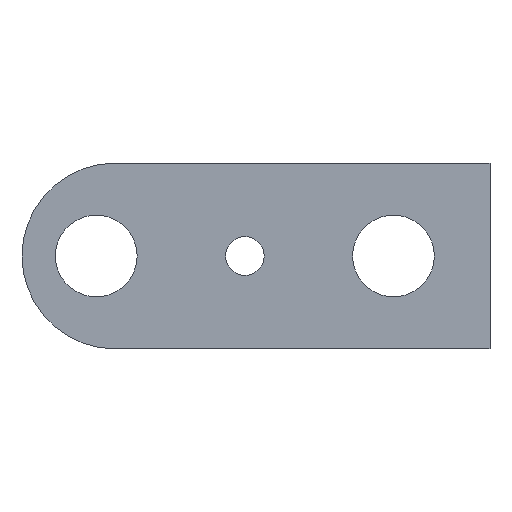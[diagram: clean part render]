
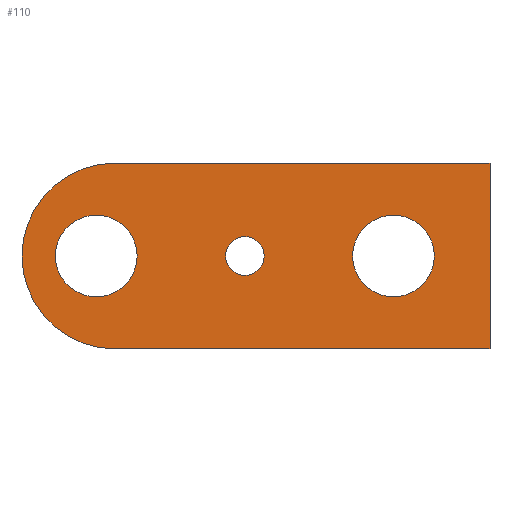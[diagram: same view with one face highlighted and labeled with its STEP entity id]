
A CAD part, top view. The second image highlights one B-rep face of the part: STEP entity #110.
In plain terms, the highlighted planar face has unit normal (0, 0, 1).
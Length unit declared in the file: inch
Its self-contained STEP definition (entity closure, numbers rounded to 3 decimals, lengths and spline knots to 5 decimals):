
#70 = VERTEX_POINT ( 'NONE', #246 ) ;
#75 = VERTEX_POINT ( 'NONE', #280 ) ;
#77 = VERTEX_POINT ( 'NONE', #279 ) ;
#78 = ORIENTED_EDGE ( 'NONE', *, *, #79, .F. ) ;
#79 = EDGE_CURVE ( 'NONE', #70, #87, #254, .T. ) ;
#87 = VERTEX_POINT ( 'NONE', #274 ) ;
#89 = EDGE_CURVE ( 'NONE', #87, #70, #272, .T. ) ;
#110 = ADVANCED_FACE ( 'NONE', ( #295, #294, #322, #321 ), #320, .F. ) ;
#111 = EDGE_LOOP ( 'NONE', ( #112, #114 ) ) ;
#112 = ORIENTED_EDGE ( 'NONE', *, *, #113, .F. ) ;
#113 = EDGE_CURVE ( 'NONE', #144, #141, #317, .T. ) ;
#114 = ORIENTED_EDGE ( 'NONE', *, *, #143, .F. ) ;
#115 = EDGE_LOOP ( 'NONE', ( #116, #120, #123, #186, #195 ) ) ;
#116 = ORIENTED_EDGE ( 'NONE', *, *, #117, .T. ) ;
#117 = EDGE_CURVE ( 'NONE', #118, #119, #311, .T. ) ;
#118 = VERTEX_POINT ( 'NONE', #307 ) ;
#119 = VERTEX_POINT ( 'NONE', #306 ) ;
#120 = ORIENTED_EDGE ( 'NONE', *, *, #121, .T. ) ;
#121 = EDGE_CURVE ( 'NONE', #119, #122, #326, .T. ) ;
#122 = VERTEX_POINT ( 'NONE', #302 ) ;
#123 = ORIENTED_EDGE ( 'NONE', *, *, #201, .T. ) ;
#130 = EDGE_CURVE ( 'NONE', #75, #77, #405, .T. ) ;
#141 = VERTEX_POINT ( 'NONE', #367 ) ;
#143 = EDGE_CURVE ( 'NONE', #141, #144, #366, .T. ) ;
#144 = VERTEX_POINT ( 'NONE', #419 ) ;
#186 = ORIENTED_EDGE ( 'NONE', *, *, #187, .T. ) ;
#187 = EDGE_CURVE ( 'NONE', #200, #192, #371, .T. ) ;
#189 = ORIENTED_EDGE ( 'NONE', *, *, #206, .F. ) ;
#192 = VERTEX_POINT ( 'NONE', #393 ) ;
#195 = ORIENTED_EDGE ( 'NONE', *, *, #199, .T. ) ;
#196 = EDGE_LOOP ( 'NONE', ( #189, #210 ) ) ;
#197 = EDGE_LOOP ( 'NONE', ( #78, #198 ) ) ;
#198 = ORIENTED_EDGE ( 'NONE', *, *, #89, .F. ) ;
#199 = EDGE_CURVE ( 'NONE', #192, #118, #360, .T. ) ;
#200 = VERTEX_POINT ( 'NONE', #338 ) ;
#201 = EDGE_CURVE ( 'NONE', #122, #200, #337, .T. ) ;
#206 = EDGE_CURVE ( 'NONE', #77, #75, #332, .T. ) ;
#210 = ORIENTED_EDGE ( 'NONE', *, *, #130, .F. ) ;
#246 = CARTESIAN_POINT ( 'NONE',  ( 0.555, 0.125, 0.01 ) ) ;
#250 = DIRECTION ( 'NONE',  ( 1., 0., 0. ) ) ;
#251 = DIRECTION ( 'NONE',  ( 0., 0., 1. ) ) ;
#252 = CARTESIAN_POINT ( 'NONE',  ( 0.5, 0.125, 0.01 ) ) ;
#253 = AXIS2_PLACEMENT_3D ( 'NONE', #252, #251, #250 ) ;
#254 = CIRCLE ( 'NONE', #253, 0.055 ) ;
#272 = CIRCLE ( 'NONE', #289, 0.055 ) ;
#274 = CARTESIAN_POINT ( 'NONE',  ( 0.445, 0.125, 0.01 ) ) ;
#279 = CARTESIAN_POINT ( 'NONE',  ( 0.326, 0.125, 0.01 ) ) ;
#280 = CARTESIAN_POINT ( 'NONE',  ( 0.274, 0.125, 0.01 ) ) ;
#286 = DIRECTION ( 'NONE',  ( 1., 0., 0. ) ) ;
#287 = DIRECTION ( 'NONE',  ( 0., 0., 1. ) ) ;
#288 = CARTESIAN_POINT ( 'NONE',  ( 0.5, 0.125, 0.01 ) ) ;
#289 = AXIS2_PLACEMENT_3D ( 'NONE', #288, #287, #286 ) ;
#290 = DIRECTION ( 'NONE',  ( 1., 0., 0. ) ) ;
#291 = DIRECTION ( 'NONE',  ( 0., 0., 1. ) ) ;
#292 = CARTESIAN_POINT ( 'NONE',  ( 0.1, 0.125, 0.01 ) ) ;
#293 = AXIS2_PLACEMENT_3D ( 'NONE', #292, #291, #290 ) ;
#294 = FACE_OUTER_BOUND ( 'NONE', #115, .T. ) ;
#295 = FACE_BOUND ( 'NONE', #111, .T. ) ;
#302 = CARTESIAN_POINT ( 'NONE',  ( 0., 0.125, 0.01 ) ) ;
#303 = DIRECTION ( 'NONE',  ( -1., 0., 0. ) ) ;
#304 = CARTESIAN_POINT ( 'NONE',  ( 0., 0.25, 0.01 ) ) ;
#305 = AXIS2_PLACEMENT_3D ( 'NONE', #304, #319, #318 ) ;
#306 = CARTESIAN_POINT ( 'NONE',  ( 0.125, 0.25, 0.01 ) ) ;
#307 = CARTESIAN_POINT ( 'NONE',  ( 0.63, 0.25, 0.01 ) ) ;
#308 = DIRECTION ( 'NONE',  ( -1., 0., 0. ) ) ;
#309 = VECTOR ( 'NONE', #308, 39.37008 ) ;
#310 = CARTESIAN_POINT ( 'NONE',  ( 0., 0.25, 0.01 ) ) ;
#311 = LINE ( 'NONE', #310, #309 ) ;
#317 = CIRCLE ( 'NONE', #293, 0.055 ) ;
#318 = DIRECTION ( 'NONE',  ( -1., 0., 0. ) ) ;
#319 = DIRECTION ( 'NONE',  ( 0., 0., -1. ) ) ;
#320 = PLANE ( 'NONE',  #305 ) ;
#321 = FACE_BOUND ( 'NONE', #196, .T. ) ;
#322 = FACE_BOUND ( 'NONE', #197, .T. ) ;
#323 = DIRECTION ( 'NONE',  ( 0., 0., 1. ) ) ;
#324 = CARTESIAN_POINT ( 'NONE',  ( 0.125, 0.125, 0.01 ) ) ;
#325 = AXIS2_PLACEMENT_3D ( 'NONE', #324, #323, #303 ) ;
#326 = CIRCLE ( 'NONE', #325, 0.125 ) ;
#328 = DIRECTION ( 'NONE',  ( 1., 0., 0. ) ) ;
#329 = DIRECTION ( 'NONE',  ( 0., 0., 1. ) ) ;
#330 = CARTESIAN_POINT ( 'NONE',  ( 0.3, 0.125, 0.01 ) ) ;
#331 = AXIS2_PLACEMENT_3D ( 'NONE', #330, #329, #328 ) ;
#332 = CIRCLE ( 'NONE', #331, 0.026 ) ;
#333 = DIRECTION ( 'NONE',  ( -1., 0., 0. ) ) ;
#334 = DIRECTION ( 'NONE',  ( 0., 0., 1. ) ) ;
#335 = CARTESIAN_POINT ( 'NONE',  ( 0.125, 0.125, 0.01 ) ) ;
#336 = AXIS2_PLACEMENT_3D ( 'NONE', #335, #334, #333 ) ;
#337 = CIRCLE ( 'NONE', #336, 0.125 ) ;
#338 = CARTESIAN_POINT ( 'NONE',  ( 0.125, 0., 0.01 ) ) ;
#339 = DIRECTION ( 'NONE',  ( 0., 1., 0. ) ) ;
#340 = DIRECTION ( 'NONE',  ( 1., 0., 0. ) ) ;
#341 = DIRECTION ( 'NONE',  ( 0., 0., 1. ) ) ;
#342 = CARTESIAN_POINT ( 'NONE',  ( 0.3, 0.125, 0.01 ) ) ;
#343 = AXIS2_PLACEMENT_3D ( 'NONE', #342, #341, #340 ) ;
#358 = VECTOR ( 'NONE', #339, 39.37008 ) ;
#359 = CARTESIAN_POINT ( 'NONE',  ( 0.63, 0., 0.01 ) ) ;
#360 = LINE ( 'NONE', #359, #358 ) ;
#365 = CARTESIAN_POINT ( 'NONE',  ( 0.1, 0.125, 0.01 ) ) ;
#366 = CIRCLE ( 'NONE', #422, 0.055 ) ;
#367 = CARTESIAN_POINT ( 'NONE',  ( 0.045, 0.125, 0.01 ) ) ;
#369 = VECTOR ( 'NONE', #399, 39.37008 ) ;
#370 = CARTESIAN_POINT ( 'NONE',  ( 0., 0., 0.01 ) ) ;
#371 = LINE ( 'NONE', #370, #369 ) ;
#393 = CARTESIAN_POINT ( 'NONE',  ( 0.63, 0., 0.01 ) ) ;
#399 = DIRECTION ( 'NONE',  ( 1., 0., 0. ) ) ;
#405 = CIRCLE ( 'NONE', #343, 0.026 ) ;
#419 = CARTESIAN_POINT ( 'NONE',  ( 0.155, 0.125, 0.01 ) ) ;
#420 = DIRECTION ( 'NONE',  ( 1., 0., 0. ) ) ;
#421 = DIRECTION ( 'NONE',  ( 0., 0., 1. ) ) ;
#422 = AXIS2_PLACEMENT_3D ( 'NONE', #365, #421, #420 ) ;
